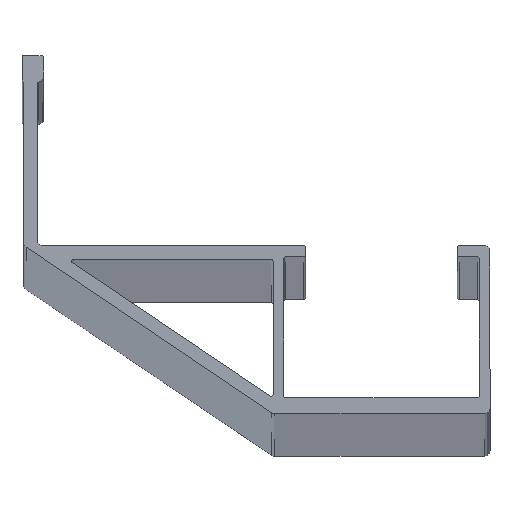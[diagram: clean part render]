
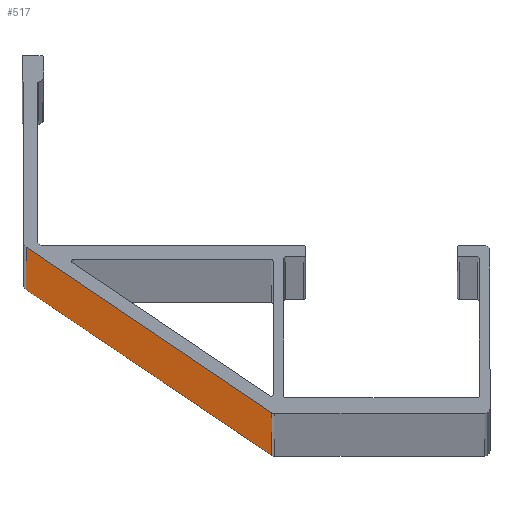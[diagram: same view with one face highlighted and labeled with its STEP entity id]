
A CAD part, top view. The second image highlights one B-rep face of the part: STEP entity #517.
In plain terms, the highlighted planar face has unit normal (-0.559, -0.829, 0).
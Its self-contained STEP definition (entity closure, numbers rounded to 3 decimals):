
#73 = VECTOR ( 'NONE', #1057, 1000. ) ;
#223 = VERTEX_POINT ( 'NONE', #913 ) ;
#245 = CARTESIAN_POINT ( 'NONE',  ( -6.246, -9.269, -4500. ) ) ;
#273 = VECTOR ( 'NONE', #1322, 1000. ) ;
#293 = LINE ( 'NONE', #465, #273 ) ;
#302 = CARTESIAN_POINT ( 'NONE',  ( -6.246, -9.269, -4500. ) ) ;
#321 = EDGE_CURVE ( 'NONE', #223, #883, #1106, .T. ) ;
#325 = EDGE_LOOP ( 'NONE', ( #1552, #1430, #1389, #1209 ) ) ;
#372 = DIRECTION ( 'NONE',  ( -0.829, 0.559, 0. ) ) ;
#411 = LINE ( 'NONE', #302, #418 ) ;
#418 = VECTOR ( 'NONE', #1064, 1000. ) ;
#465 = CARTESIAN_POINT ( 'NONE',  ( -65.559, 30.703, -4500. ) ) ;
#517 = ADVANCED_FACE ( 'NONE', ( #680 ), #1596, .F. ) ;
#673 = CARTESIAN_POINT ( 'NONE',  ( -6.246, -9.269, 0. ) ) ;
#680 = FACE_OUTER_BOUND ( 'NONE', #325, .T. ) ;
#782 = EDGE_CURVE ( 'NONE', #223, #902, #411, .T. ) ;
#883 = VERTEX_POINT ( 'NONE', #1318 ) ;
#891 = DIRECTION ( 'NONE',  ( 0., 0., 1. ) ) ;
#892 = EDGE_CURVE ( 'NONE', #1412, #902, #293, .T. ) ;
#902 = VERTEX_POINT ( 'NONE', #1089 ) ;
#913 = CARTESIAN_POINT ( 'NONE',  ( -20.253, 0.171, -4500. ) ) ;
#1057 = DIRECTION ( 'NONE',  ( -0.829, 0.559, 0. ) ) ;
#1064 = DIRECTION ( 'NONE',  ( -0.829, 0.559, 0. ) ) ;
#1089 = CARTESIAN_POINT ( 'NONE',  ( -65.559, 30.703, -4500. ) ) ;
#1096 = LINE ( 'NONE', #673, #73 ) ;
#1106 = LINE ( 'NONE', #1372, #1354 ) ;
#1129 = DIRECTION ( 'NONE',  ( 0.559, 0.829, 0. ) ) ;
#1162 = CARTESIAN_POINT ( 'NONE',  ( -65.559, 30.703, 0. ) ) ;
#1209 = ORIENTED_EDGE ( 'NONE', *, *, #892, .T. ) ;
#1318 = CARTESIAN_POINT ( 'NONE',  ( -20.253, 0.171, 0. ) ) ;
#1322 = DIRECTION ( 'NONE',  ( 0., 0., -1. ) ) ;
#1354 = VECTOR ( 'NONE', #891, 1000. ) ;
#1372 = CARTESIAN_POINT ( 'NONE',  ( -20.253, 0.171, -4500. ) ) ;
#1378 = EDGE_CURVE ( 'NONE', #883, #1412, #1096, .T. ) ;
#1389 = ORIENTED_EDGE ( 'NONE', *, *, #1378, .T. ) ;
#1391 = AXIS2_PLACEMENT_3D ( 'NONE', #245, #1129, #372 ) ;
#1412 = VERTEX_POINT ( 'NONE', #1162 ) ;
#1430 = ORIENTED_EDGE ( 'NONE', *, *, #321, .T. ) ;
#1552 = ORIENTED_EDGE ( 'NONE', *, *, #782, .F. ) ;
#1596 = PLANE ( 'NONE',  #1391 ) ;
